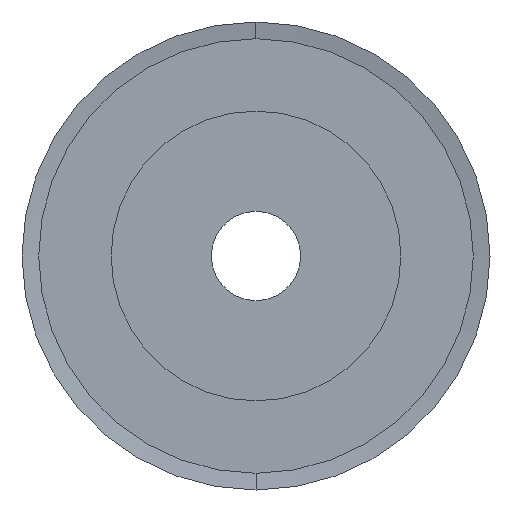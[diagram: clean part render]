
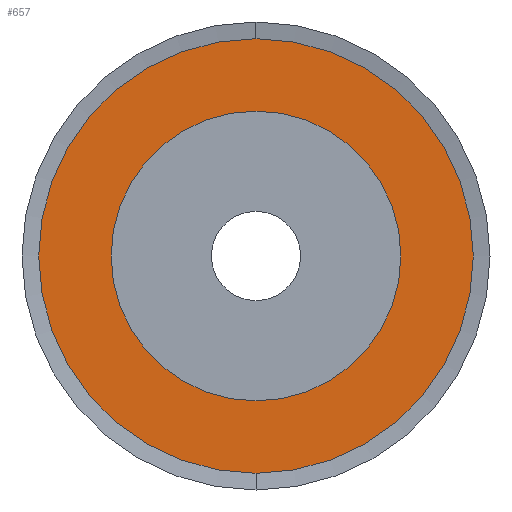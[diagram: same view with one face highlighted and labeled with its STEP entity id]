
A CAD part, left-side view. The second image highlights one B-rep face of the part: STEP entity #657.
In plain terms, the highlighted planar face has unit normal (-1, 0, 0).
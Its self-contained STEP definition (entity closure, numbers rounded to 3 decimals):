
#657=ADVANCED_FACE('',(#1318,#1319),#1320,.T.);
#1318=FACE_OUTER_BOUND('',#1980,.T.);
#1319=FACE_BOUND('',#1981,.T.);
#1320=PLANE('',#1982);
#1980=EDGE_LOOP('',(#4053,#4054));
#1981=EDGE_LOOP('',(#4055,#4056));
#1982=AXIS2_PLACEMENT_3D('',#4057,#4058,#4059);
#4053=ORIENTED_EDGE('',*,*,#4942,.F.);
#4054=ORIENTED_EDGE('',*,*,#4136,.F.);
#4055=ORIENTED_EDGE('',*,*,#4126,.F.);
#4056=ORIENTED_EDGE('',*,*,#4943,.F.);
#4057=CARTESIAN_POINT('',(-19.75,0.0,-15.75));
#4058=DIRECTION('',(-1.0,0.0,0.0));
#4059=DIRECTION('',(0.0,0.0,1.0));
#4126=EDGE_CURVE('',#4971,#4967,#4973,.T.);
#4136=EDGE_CURVE('',#4987,#4984,#4989,.T.);
#4942=EDGE_CURVE('',#4984,#4987,#6193,.T.);
#4943=EDGE_CURVE('',#4967,#4971,#6194,.T.);
#4967=VERTEX_POINT('',#6220);
#4971=VERTEX_POINT('',#6225);
#4973=CIRCLE('',#6228,13.0);
#4984=VERTEX_POINT('',#6241);
#4987=VERTEX_POINT('',#6245);
#4989=CIRCLE('',#6248,19.5);
#6193=CIRCLE('',#7750,19.5);
#6194=CIRCLE('',#7751,13.0);
#6220=CARTESIAN_POINT('',(-19.75,0.,-13.0));
#6225=CARTESIAN_POINT('',(-19.75,0.,13.0));
#6228=AXIS2_PLACEMENT_3D('',#7777,#7778,#7779);
#6241=CARTESIAN_POINT('',(-19.75,0.0,-19.5));
#6245=CARTESIAN_POINT('',(-19.75,0.,19.5));
#6248=AXIS2_PLACEMENT_3D('',#7793,#7794,#7795);
#7750=AXIS2_PLACEMENT_3D('',#9000,#9001,#9002);
#7751=AXIS2_PLACEMENT_3D('',#9003,#9004,#9005);
#7777=CARTESIAN_POINT('',(-19.75,0.0,0.0));
#7778=DIRECTION('',(-1.0,0.0,0.0));
#7779=DIRECTION('',(0.0,0.0,-1.0));
#7793=CARTESIAN_POINT('',(-19.75,0.0,0.0));
#7794=DIRECTION('',(1.0,0.0,0.0));
#7795=DIRECTION('',(0.0,0.0,-1.0));
#9000=CARTESIAN_POINT('',(-19.75,0.0,0.0));
#9001=DIRECTION('',(1.0,0.0,0.0));
#9002=DIRECTION('',(0.0,0.0,-1.0));
#9003=CARTESIAN_POINT('',(-19.75,0.0,0.0));
#9004=DIRECTION('',(-1.0,0.0,0.0));
#9005=DIRECTION('',(0.0,0.0,-1.0));
